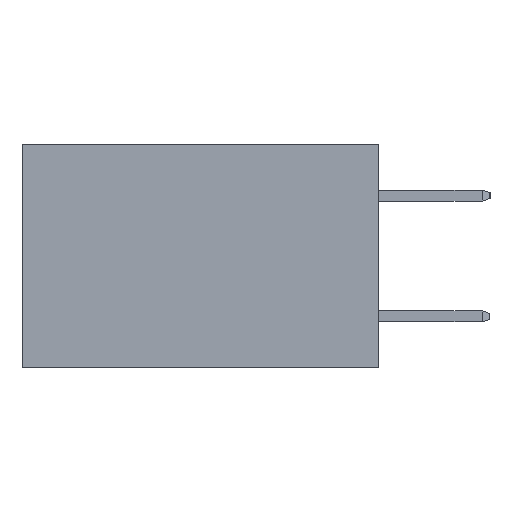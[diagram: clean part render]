
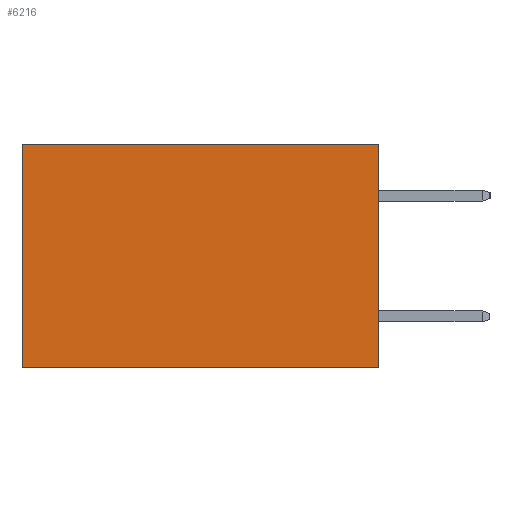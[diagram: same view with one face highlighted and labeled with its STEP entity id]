
A CAD part, left-side view. The second image highlights one B-rep face of the part: STEP entity #6216.
In plain terms, the highlighted planar face has unit normal (-1, 0, 0).
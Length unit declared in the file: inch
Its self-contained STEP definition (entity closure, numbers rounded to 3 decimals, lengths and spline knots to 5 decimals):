
#820 = CARTESIAN_POINT ( 'NONE',  ( 0.277, 0.59, 0. ) ) ;
#1311 = ORIENTED_EDGE ( 'NONE', *, *, #9881, .T. ) ;
#1793 = VECTOR ( 'NONE', #5026, 39.37008 ) ;
#1946 = ORIENTED_EDGE ( 'NONE', *, *, #4195, .F. ) ;
#2026 = EDGE_CURVE ( 'NONE', #5093, #9533, #5487, .T. ) ;
#2270 = CARTESIAN_POINT ( 'NONE',  ( 0.277, 0.59, -0.37 ) ) ;
#2276 = ORIENTED_EDGE ( 'NONE', *, *, #7186, .F. ) ;
#2390 = DIRECTION ( 'NONE',  ( 0., 0., -1. ) ) ;
#2475 = ORIENTED_EDGE ( 'NONE', *, *, #2026, .T. ) ;
#3098 = CARTESIAN_POINT ( 'NONE',  ( 0.277, 0., -0.37 ) ) ;
#3155 = CARTESIAN_POINT ( 'NONE',  ( 0.277, 0., 0. ) ) ;
#3652 = CARTESIAN_POINT ( 'NONE',  ( 0.277, 0., -0.37 ) ) ;
#3828 = PLANE ( 'NONE',  #9005 ) ;
#4095 = CARTESIAN_POINT ( 'NONE',  ( 0.277, 0., -0.37 ) ) ;
#4167 = DIRECTION ( 'NONE',  ( 1., 0., 0. ) ) ;
#4195 = EDGE_CURVE ( 'NONE', #4436, #5107, #9389, .T. ) ;
#4436 = VERTEX_POINT ( 'NONE', #3652 ) ;
#4703 = DIRECTION ( 'NONE',  ( 0., 0., -1. ) ) ;
#5026 = DIRECTION ( 'NONE',  ( 0., 1., 0. ) ) ;
#5093 = VERTEX_POINT ( 'NONE', #3155 ) ;
#5107 = VERTEX_POINT ( 'NONE', #12222 ) ;
#5112 = CARTESIAN_POINT ( 'NONE',  ( 0.277, 0., -0.37 ) ) ;
#5182 = VECTOR ( 'NONE', #8910, 39.37008 ) ;
#5487 = LINE ( 'NONE', #8281, #5182 ) ;
#5803 = EDGE_LOOP ( 'NONE', ( #1311, #1946, #2276, #2475 ) ) ;
#6216 = ADVANCED_FACE ( 'NONE', ( #11967 ), #3828, .F. ) ;
#6267 = LINE ( 'NONE', #4095, #8735 ) ;
#7186 = EDGE_CURVE ( 'NONE', #5093, #4436, #6267, .T. ) ;
#8281 = CARTESIAN_POINT ( 'NONE',  ( 0.277, 0., 0. ) ) ;
#8735 = VECTOR ( 'NONE', #4703, 39.37008 ) ;
#8910 = DIRECTION ( 'NONE',  ( 0., 1., 0. ) ) ;
#9005 = AXIS2_PLACEMENT_3D ( 'NONE', #3098, #4167, #2390 ) ;
#9389 = LINE ( 'NONE', #5112, #1793 ) ;
#9533 = VERTEX_POINT ( 'NONE', #820 ) ;
#9803 = VECTOR ( 'NONE', #9886, 39.37008 ) ;
#9881 = EDGE_CURVE ( 'NONE', #9533, #5107, #12263, .T. ) ;
#9886 = DIRECTION ( 'NONE',  ( 0., 0., -1. ) ) ;
#11967 = FACE_OUTER_BOUND ( 'NONE', #5803, .T. ) ;
#12222 = CARTESIAN_POINT ( 'NONE',  ( 0.277, 0.59, -0.37 ) ) ;
#12263 = LINE ( 'NONE', #2270, #9803 ) ;
